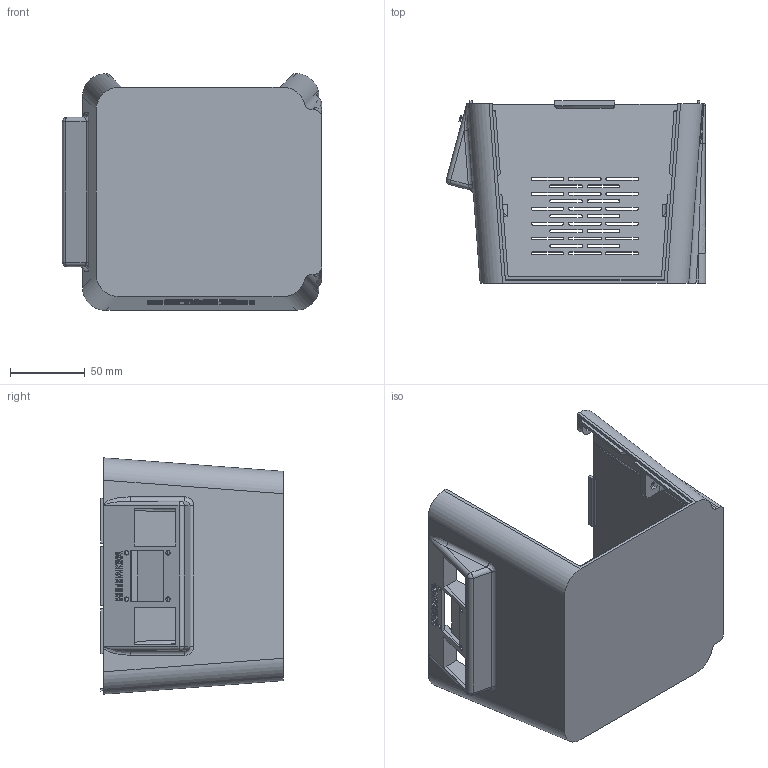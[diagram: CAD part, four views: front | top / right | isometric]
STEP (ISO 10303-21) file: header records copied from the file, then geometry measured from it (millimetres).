
FILE_DESCRIPTION(/* description */ (''),/* implementation_level */ '2;1');
FILE_NAME(/* name */ 'Lower case.step',/* time_stamp */ '2019-10-02T03:13:40+09:00',/* author */ (''),/* organization */ (''),/* preprocessor_version */ 'ST-DEVELOPER v18',/* originating_system */ 'Autodesk Translation Framework v8.6.0.1094',/* authorisation */ '');
FILE_SCHEMA (('AUTOMOTIVE_DESIGN { 1 0 10303 214 3 1 1 }'));
Length unit declared in the file: millimetre
Products named in the file (1): Lower case
Bounding box: 173.48 x 122.14 x 158.13 mm (x, y, z)
Volume: 203053.6 mm3; surface area: 166590.5 mm2
Topology: 1 solids, 1 shells, 585 faces, 1609 edges, 1050 vertices
Faces by surface type: plane 394, cylinder 139, bspline 44, torus 6, sphere 2
Full cylindrical faces by diameter (mm): 3 x4, 3.2 x10, 5.2 x2
Entity records: 19982 total; most frequent: CARTESIAN_POINT 4918, ORIENTED_EDGE 3218, DIRECTION 2900, EDGE_CURVE 1609, LINE 1220, VECTOR 1220, VERTEX_POINT 1050, AXIS2_PLACEMENT_3D 840
